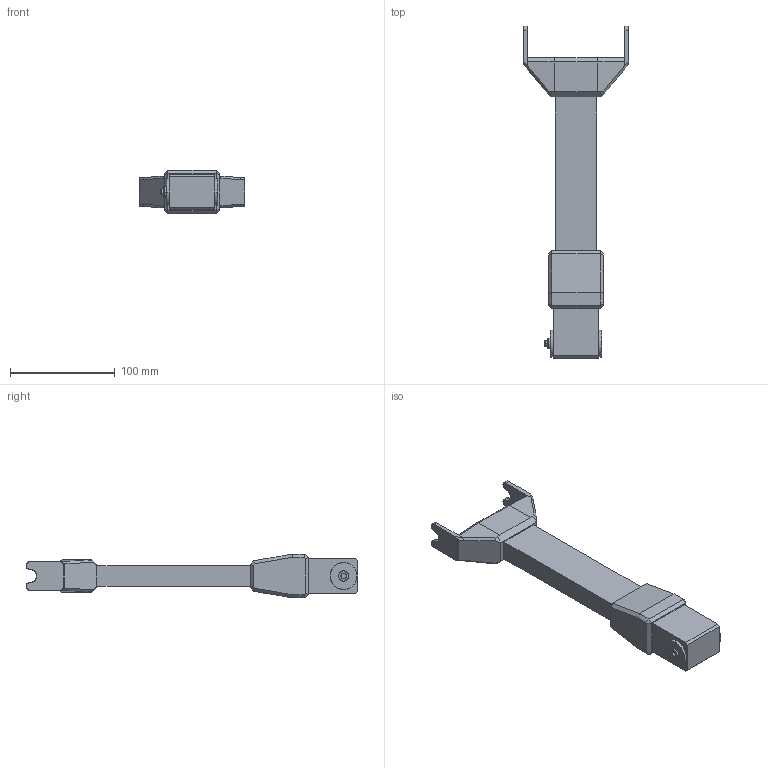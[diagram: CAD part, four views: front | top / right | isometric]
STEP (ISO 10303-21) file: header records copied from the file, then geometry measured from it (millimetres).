
FILE_DESCRIPTION (( 'STEP AP203' ), '1' );
FILE_NAME ('Fore - 8 - VX-300.step_Default_sldprt.STEP', '2022-02-08T19:00:44', ( '' ), ( '' ), 'SwSTEP 2.0', 'SolidWorks 2018', '' );
FILE_SCHEMA (( 'CONFIG_CONTROL_DESIGN' ));
Length unit declared in the file: inch
Products named in the file (1): Fore - 8 - VX-300.step_Default_sldprt
Bounding box: 101.2 x 317.62 x 41.9 mm (x, y, z)
Volume: 388619.2 mm3; surface area: 52098.1 mm2
Topology: 1 solids, 1 shells, 137 faces, 348 edges, 220 vertices
Faces by surface type: plane 101, cylinder 14, cone 14, bspline 8
Entity records: 4283 total; most frequent: CARTESIAN_POINT 980, ORIENTED_EDGE 696, DIRECTION 610, EDGE_CURVE 348, LINE 262, VECTOR 262, VERTEX_POINT 220, AXIS2_PLACEMENT_3D 174
